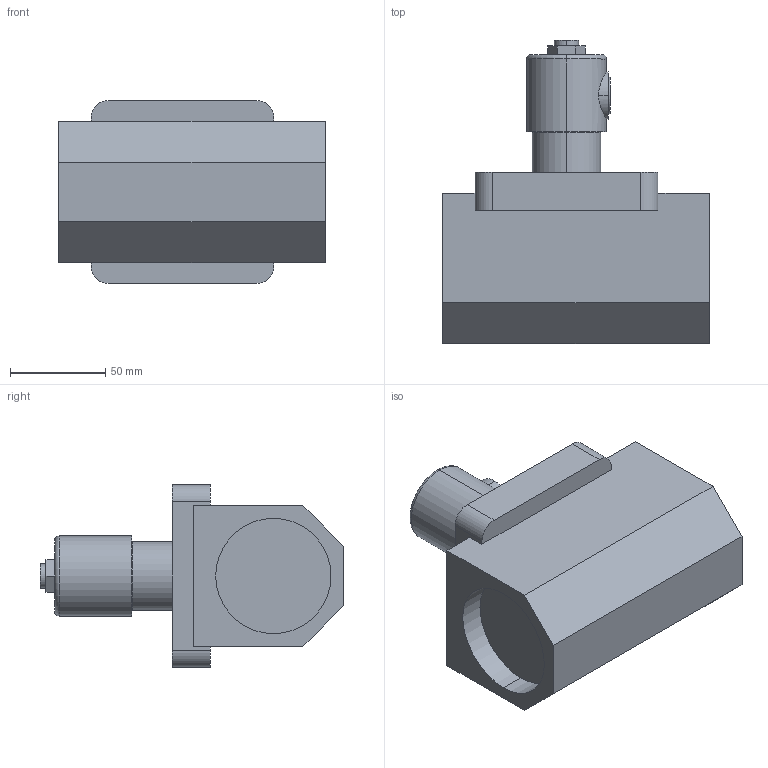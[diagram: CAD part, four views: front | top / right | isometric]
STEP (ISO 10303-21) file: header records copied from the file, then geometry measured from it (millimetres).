
FILE_DESCRIPTION (( 'STEP AP214' ), '1' );
FILE_NAME ('YS211B-J.STEP', '2025-09-08T06:40:12', ( '' ), ( '' ), 'SwSTEP 2.0', 'SolidWorks 2024', '' );
FILE_SCHEMA (( 'AUTOMOTIVE_DESIGN' ));
Length unit declared in the file: millimetre
Products named in the file (3): ZS211_6J; YS211B-J; AS301B
Assembly tree (2 placements, depth 2):
  YS211B-J
    ZS211_6J
    AS301B
Bounding box: 140 x 159.38 x 96 mm (x, y, z)
Volume: 850265 mm3; surface area: 77546.4 mm2
Topology: 2 solids, 2 shells, 60 faces, 136 edges, 90 vertices
Faces by surface type: plane 34, cylinder 24, torus 2
Entity records: 1876 total; most frequent: CARTESIAN_POINT 389, DIRECTION 314, ORIENTED_EDGE 272, EDGE_CURVE 136, AXIS2_PLACEMENT_3D 115, VERTEX_POINT 90, LINE 84, VECTOR 84
